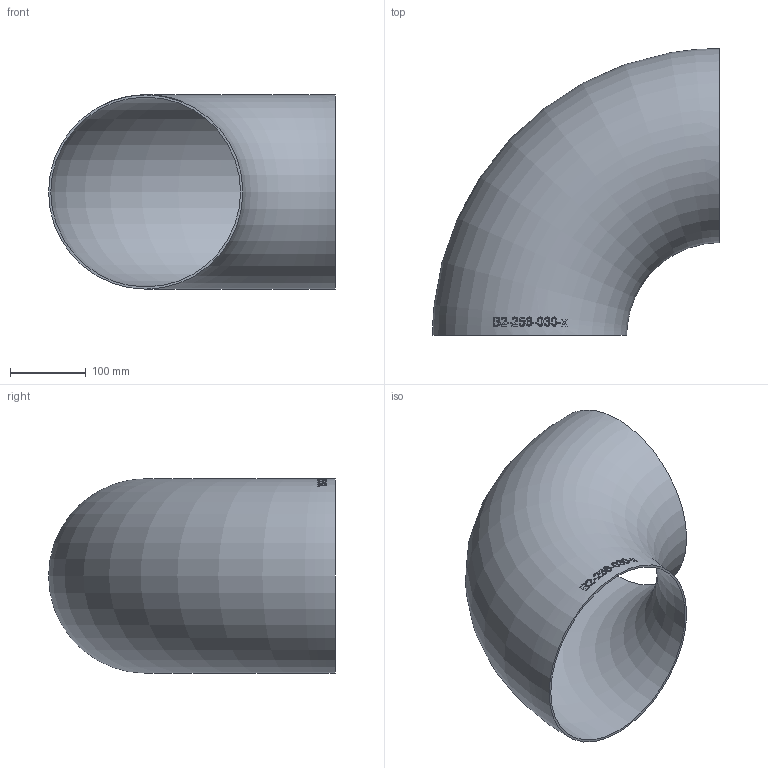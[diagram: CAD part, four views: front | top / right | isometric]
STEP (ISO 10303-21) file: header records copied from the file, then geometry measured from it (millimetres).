
FILE_DESCRIPTION (( 'STEP AP214' ), '1' );
FILE_NAME ('B2-256-030-x Bogen 2004.STEP', '2020-04-01T10:52:11', ( '' ), ( '' ), 'SwSTEP 2.0', 'SolidWorks 2019', '' );
FILE_SCHEMA (( 'AUTOMOTIVE_DESIGN' ));
Length unit declared in the file: millimetre
Products named in the file (1): B2-256-030-x Bogen 2004
Bounding box: 378 x 378 x 256 mm (x, y, z)
Volume: 936367.2 mm3; surface area: 629042.5 mm2
Topology: 1 solids, 1 shells, 163 faces, 436 edges, 291 vertices
Faces by surface type: bspline 141, torus 20, plane 2
Entity records: 33092 total; most frequent: CARTESIAN_POINT 28609, ORIENTED_EDGE 854, EDGE_CURVE 427, B_SPLINE_CURVE_WITH_KNOTS 423, VERTEX_POINT 286, EDGE_LOOP 183, FACE_OUTER_BOUND 164, ADVANCED_FACE 162
